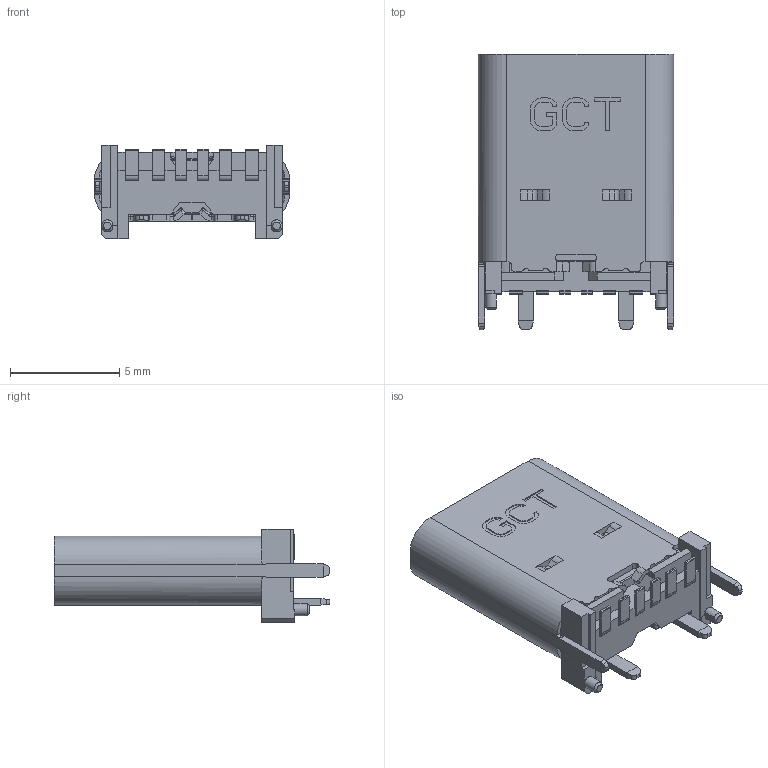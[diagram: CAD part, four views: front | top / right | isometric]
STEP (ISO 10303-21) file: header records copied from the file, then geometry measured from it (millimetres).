
FILE_DESCRIPTION(/* description */ ('STEP AP214'),/* implementation_level */ '2;1');
FILE_NAME(/* name */ 'USB4175-GF-0160-C',/* time_stamp */ '2025-01-14T08:20:05+01:00',/* author */ ('License CC BY-ND 4.0'),/* organization */ ('CADENAS'),/* preprocessor_version */ 'ST-DEVELOPER v19.3',/* originating_system */ 'PARTsolutions',/* authorisation */ ' ');
FILE_SCHEMA (('AUTOMOTIVE_DESIGN {1 0 10303 214 3 1 1}'));
Length unit declared in the file: millimetre
Products named in the file (3): USB4175-GF-0160-C; USB4175-GF-0160-C_PART1; USB4175-GF-0160-C_PART2
Assembly tree (2 placements, depth 2):
  USB4175-GF-0160-C
    USB4175-GF-0160-C_PART1
    USB4175-GF-0160-C_PART2
Bounding box: 8.94 x 12.6 x 4.3 mm (x, y, z)
Volume: 178.8 mm3; surface area: 725.4 mm2
Topology: 2 solids, 2 shells, 1177 faces, 3265 edges, 2110 vertices
Faces by surface type: plane 981, cylinder 181, cone 14, bspline 1
Entity records: 42052 total; most frequent: CARTESIAN_POINT 6691, ORIENTED_EDGE 6520, DIRECTION 5952, EDGE_CURVE 3260, LINE 2850, VECTOR 2850, VERTEX_POINT 2108, AXIS2_PLACEMENT_3D 1551
